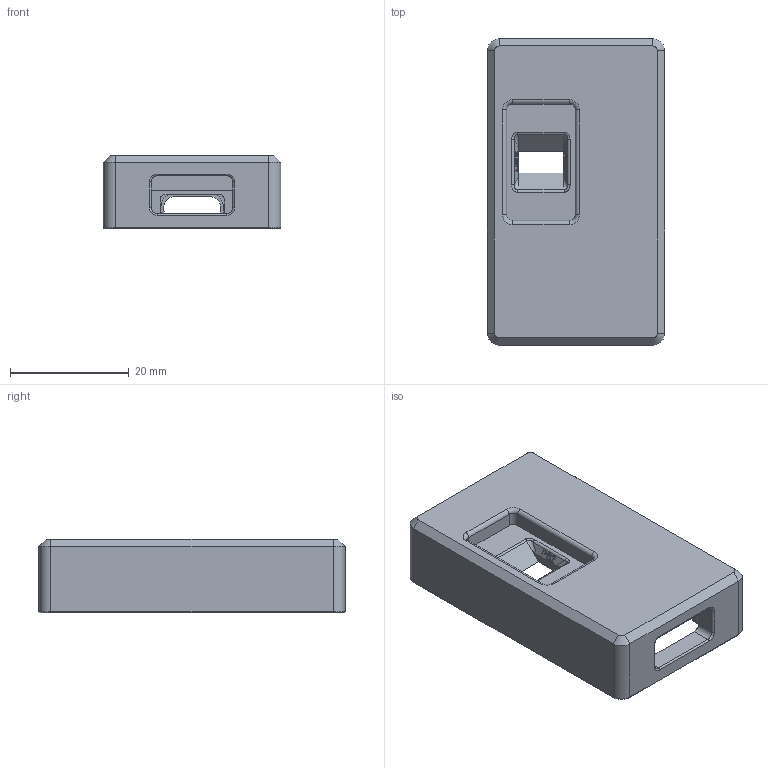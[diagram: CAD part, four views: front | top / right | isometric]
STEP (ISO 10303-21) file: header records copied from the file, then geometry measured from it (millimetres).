
FILE_DESCRIPTION(/* description */ (''),/* implementation_level */ '2;1');
FILE_NAME(/* name */ 'Kay-Converter-Enclosure-12092022-Bottom.step',/* time_stamp */ '2022-09-13T13:51:49+07:00',/* author */ (''),/* organization */ (''),/* preprocessor_version */ 'ST-DEVELOPER v19',/* originating_system */ 'Autodesk Translation Framework v11.7.0.108',/* authorisation */ '');
FILE_SCHEMA (('AUTOMOTIVE_DESIGN { 1 0 10303 214 3 1 1 }'));
Length unit declared in the file: millimetre
Products named in the file (2): Kay Converter Enclosure 12092022; top-case
Assembly tree (1 placements, depth 2):
  Kay Converter Enclosure 12092022
    top-case
Bounding box: 29.93 x 51.65 x 12.4 mm (x, y, z)
Volume: 9633.6 mm3; surface area: 6267.1 mm2
Topology: 1 solids, 1 shells, 360 faces, 965 edges, 622 vertices
Faces by surface type: bspline 132, plane 106, cylinder 82, torus 32, sphere 4, cone 4
Full cylindrical faces by diameter (mm): 2.1 x4
Entity records: 12626 total; most frequent: CARTESIAN_POINT 4306, ORIENTED_EDGE 1922, DIRECTION 1387, EDGE_CURVE 961, VERTEX_POINT 622, LINE 469, VECTOR 469, AXIS2_PLACEMENT_3D 459
